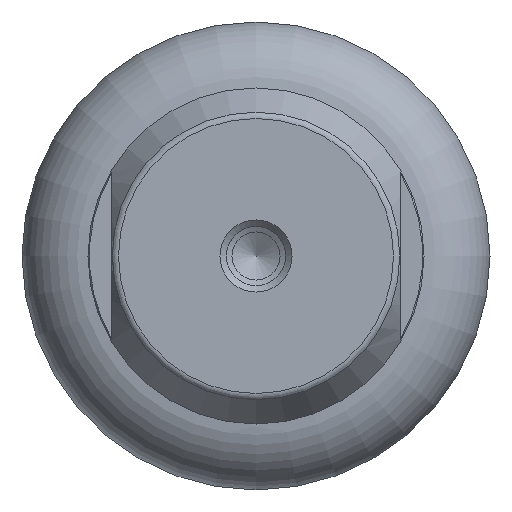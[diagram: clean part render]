
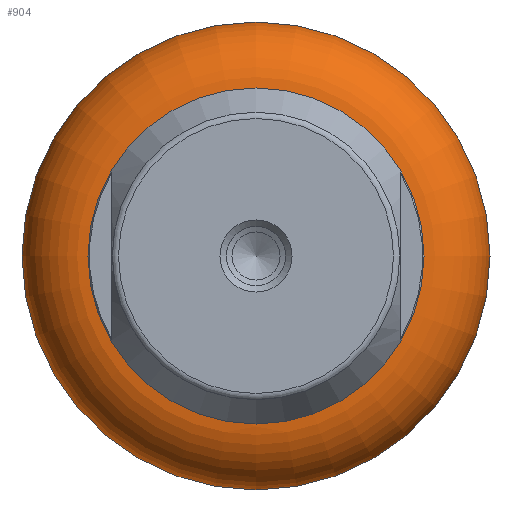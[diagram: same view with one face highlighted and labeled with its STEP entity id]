
A CAD part, front view. The second image highlights one B-rep face of the part: STEP entity #904.
In plain terms, the highlighted toroidal (fillet/blend) face has major radius 6.75 mm and minor radius 3 mm.
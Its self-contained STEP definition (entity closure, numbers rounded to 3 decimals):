
#52=TOROIDAL_SURFACE('',#1081,6.75,3.);
#290=ORIENTED_EDGE('',*,*,#407,.T.);
#291=ORIENTED_EDGE('',*,*,#409,.F.);
#407=EDGE_CURVE('',#495,#495,#567,.T.);
#409=EDGE_CURVE('',#497,#497,#569,.T.);
#495=VERTEX_POINT('',#1605);
#497=VERTEX_POINT('',#1611);
#567=CIRCLE('',#1076,6.75);
#569=CIRCLE('',#1080,6.75);
#680=EDGE_LOOP('',(#290));
#681=EDGE_LOOP('',(#291));
#808=FACE_BOUND('',#680,.T.);
#809=FACE_BOUND('',#681,.T.);
#904=ADVANCED_FACE('',(#808,#809),#52,.T.);
#1076=AXIS2_PLACEMENT_3D('',#1604,#1332,#1333);
#1080=AXIS2_PLACEMENT_3D('',#1610,#1340,#1341);
#1081=AXIS2_PLACEMENT_3D('',#1612,#1342,#1343);
#1332=DIRECTION('',(0.,-1.,0.));
#1333=DIRECTION('',(0.,0.,-1.));
#1340=DIRECTION('',(0.,-1.,0.));
#1341=DIRECTION('',(0.,0.,-1.));
#1342=DIRECTION('',(0.,-1.,0.));
#1343=DIRECTION('',(0.,0.,-1.));
#1604=CARTESIAN_POINT('',(0.,3.,0.));
#1605=CARTESIAN_POINT('',(0.,3.,-6.75));
#1610=CARTESIAN_POINT('',(0.,-3.,0.));
#1611=CARTESIAN_POINT('',(0.,-3.,-6.75));
#1612=CARTESIAN_POINT('',(0.,0.,0.));
